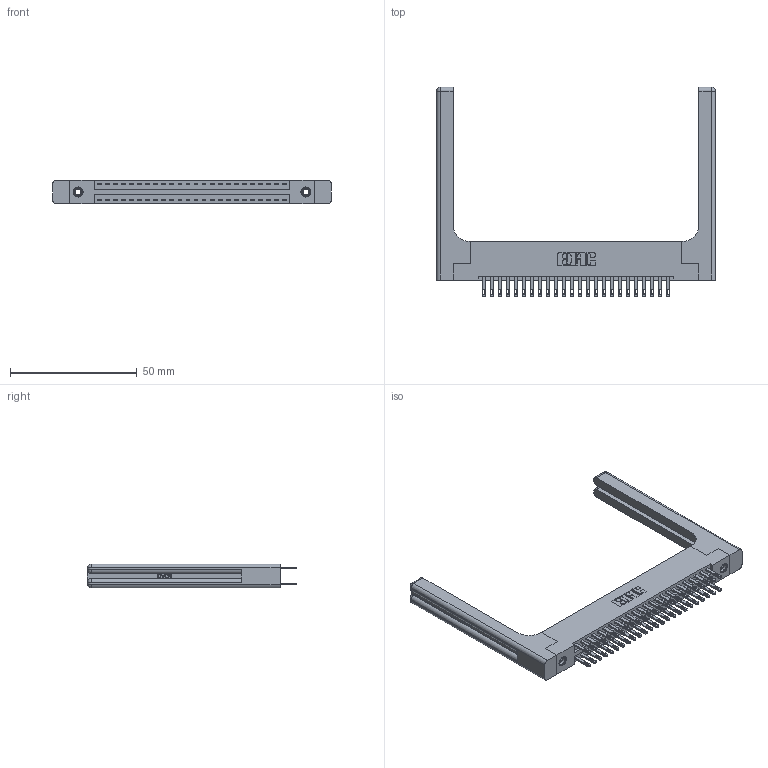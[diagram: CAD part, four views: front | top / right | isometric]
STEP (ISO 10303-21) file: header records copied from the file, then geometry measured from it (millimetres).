
FILE_DESCRIPTION (( 'STEP AP203' ), '1' );
FILE_NAME ('346-048-500-258.STEP', '2022-05-20T20:53:20', ( '' ), ( '' ), 'SwSTEP 2.0', 'SolidWorks 2020', '' );
FILE_SCHEMA (( 'CONFIG_CONTROL_DESIGN' ));
Length unit declared in the file: inch
Products named in the file (5): 345-292-001_345-293-100; 345-250-001_345-250-001-102; 346-048-500-258; 346 Part_Flush Mounting Lugs - 0.156 Dia-TH; 346-220-058_345-220-058
Assembly tree (53 placements, depth 2):
  346-048-500-258
    346 Part_Flush Mounting Lugs - 0.156 Dia-TH
    345-292-001_345-293-100  x48
    345-250-001_345-250-001-102  x2
    346-220-058_345-220-058  x2
Bounding box: 110.26 x 82.8 x 9.4 mm (x, y, z)
Volume: 18234.9 mm3; surface area: 19990.5 mm2
Topology: 53 solids, 53 shells, 2696 faces, 8087 edges, 5370 vertices
Faces by surface type: plane 1630, cylinder 1006, bspline 36, cone 12, sphere 8, torus 4
Entity records: 23614 total; most frequent: CARTESIAN_POINT 4927, ORIENTED_EDGE 3656, DIRECTION 3328, EDGE_CURVE 1828, LINE 1504, VECTOR 1504, VERTEX_POINT 1210, AXIS2_PLACEMENT_3D 912
